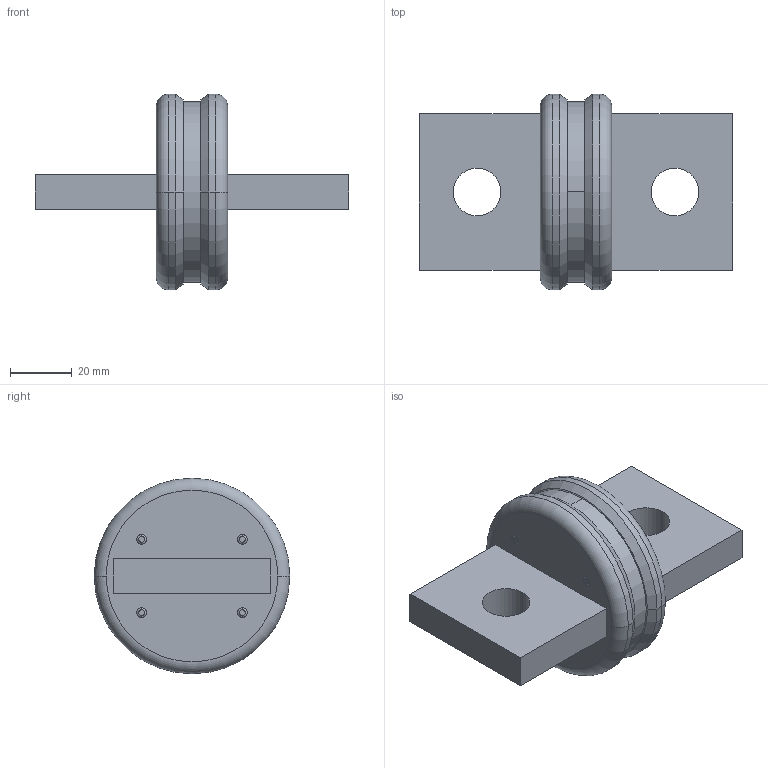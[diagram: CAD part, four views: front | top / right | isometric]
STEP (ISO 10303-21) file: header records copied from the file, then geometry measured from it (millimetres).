
FILE_DESCRIPTION (( 'STEP AP203' ), '1' );
FILE_NAME ('20356revC.STEP', '2016-04-18T18:50:20', ( '' ), ( '' ), 'SwSTEP 2.0', 'SolidWorks 2016', '' );
FILE_SCHEMA (( 'CONFIG_CONTROL_DESIGN' ));
Products named in the file (1): 20356revC
Bounding box: 101.66 x 63.5 x 63.5 mm (x, y, z)
Volume: 74990.2 mm3; surface area: 45218.7 mm2
Topology: 28 solids, 28 shells, 2582 faces, 6394 edges, 3880 vertices
Faces by surface type: plane 1756, cylinder 402, bspline 360, torus 44, cone 20
Entity records: 88841 total; most frequent: CARTESIAN_POINT 30167, ORIENTED_EDGE 12788, DIRECTION 10698, EDGE_CURVE 6394, LINE 4076, VECTOR 4076, VERTEX_POINT 3880, AXIS2_PLACEMENT_3D 3311
